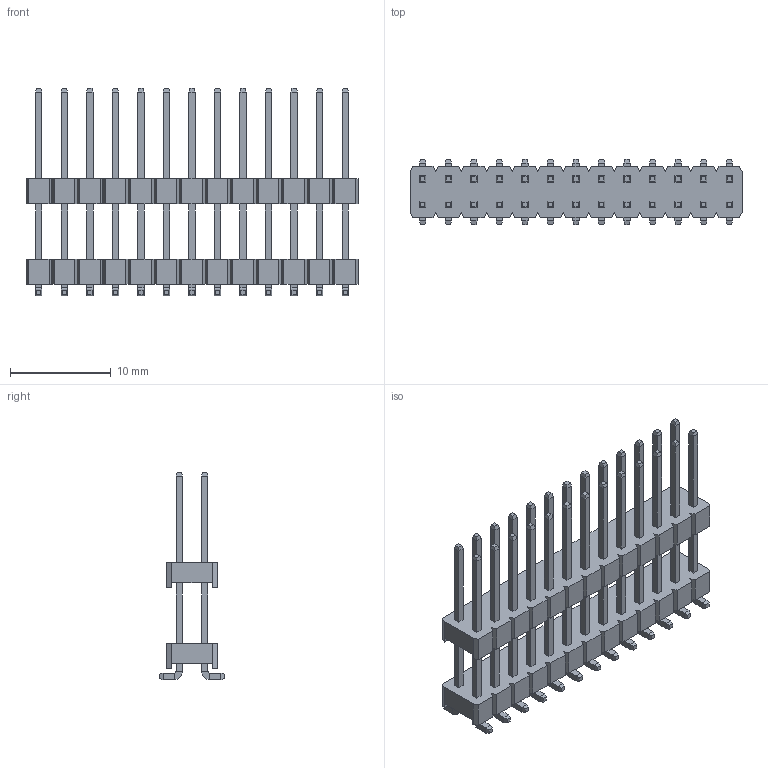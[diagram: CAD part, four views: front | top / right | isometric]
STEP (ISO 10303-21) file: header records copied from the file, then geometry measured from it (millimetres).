
FILE_DESCRIPTION (( 'STEP AP214' ), '1' );
FILE_NAME ('FPH25473-D26S1014310516M-REF.STEP', '2025-04-01T01:55:11', ( '' ), ( '' ), 'SwSTEP 2.0', 'SolidWorks 2021', '' );
FILE_SCHEMA (( 'AUTOMOTIVE_DESIGN' ));
Length unit declared in the file: millimetre
Products named in the file (1): FPH25473-D26S1014310516M-REF
Bounding box: 33.02 x 6.5 x 20.62 mm (x, y, z)
Volume: 880.5 mm3; surface area: 2331 mm2
Topology: 1 solids, 1 shells, 952 faces, 2272 edges, 1376 vertices
Faces by surface type: plane 900, cylinder 52
Entity records: 26626 total; most frequent: CARTESIAN_POINT 4601, ORIENTED_EDGE 4544, DIRECTION 4282, EDGE_CURVE 2272, LINE 2168, VECTOR 2168, VERTEX_POINT 1376, AXIS2_PLACEMENT_3D 1057
